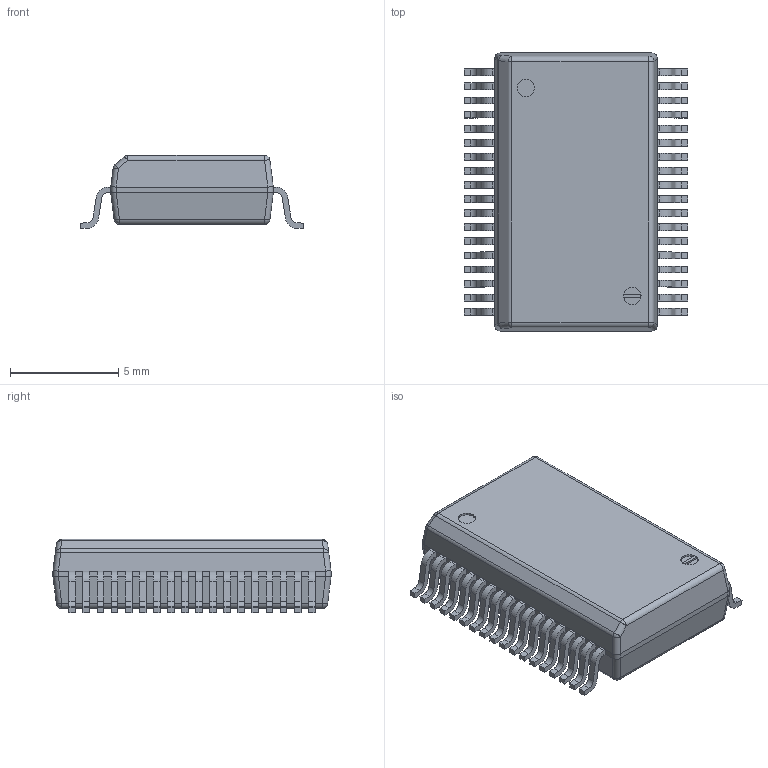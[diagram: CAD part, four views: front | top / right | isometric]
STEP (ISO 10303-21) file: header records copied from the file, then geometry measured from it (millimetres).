
FILE_DESCRIPTION((''),'2;1');
FILE_NAME('DWJ0036A_ASM','2018-04-13T07:27:56',('a0412086'),(''),'CREO PARAMETRIC BY PTC INC, 2017260','CREO PARAMETRIC BY PTC INC, 2017260','');
FILE_SCHEMA(('AUTOMOTIVE_DESIGN { 1 0 10303 214 1 1 1 1 }'));
Length unit declared in the file: millimetre
Products named in the file (4): BODY-SSOP; LEAD-SSOP; PIN1; DWJ0036A_ASM
Assembly tree (38 placements, depth 2):
  DWJ0036A_ASM
    BODY-SSOP
    LEAD-SSOP  x36
    PIN1
Bounding box: 10.3 x 12.83 x 3.38 mm (x, y, z)
Volume: 300.2 mm3; surface area: 406.5 mm2
Topology: 37 solids, 37 shells, 562 faces, 1428 edges, 942 vertices
Faces by surface type: plane 381, cylinder 171, sphere 10
Entity records: 3402 total; most frequent: CARTESIAN_POINT 562, DIRECTION 474, ORIENTED_EDGE 336, AXIS2_PLACEMENT_3D 184, PRESENTATION_STYLE_ASSIGNMENT 170, STYLED_ITEM 170, CURVE_STYLE 168, EDGE_CURVE 168
